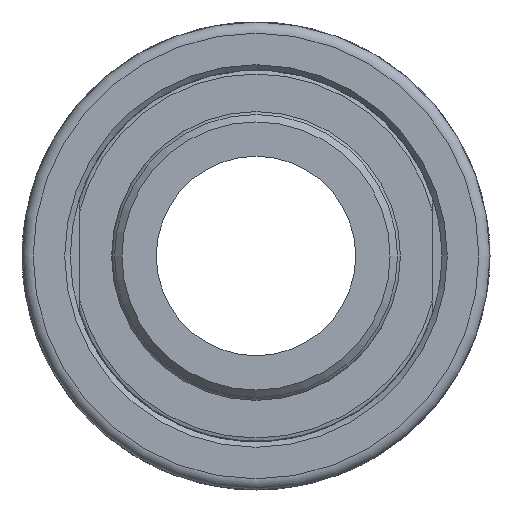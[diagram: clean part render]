
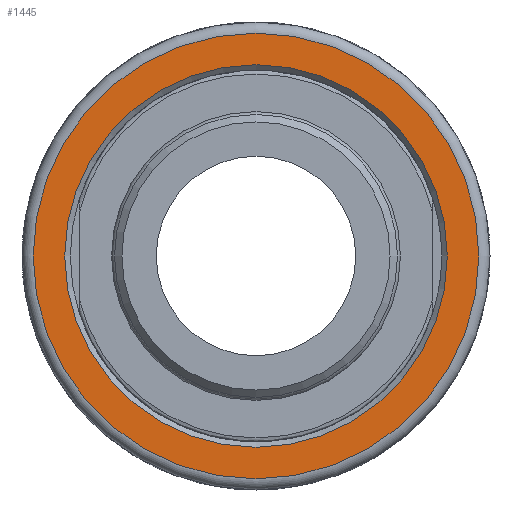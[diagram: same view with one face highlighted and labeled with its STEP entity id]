
A CAD part, left-side view. The second image highlights one B-rep face of the part: STEP entity #1445.
In plain terms, the highlighted planar face has unit normal (-1, 0, 0).
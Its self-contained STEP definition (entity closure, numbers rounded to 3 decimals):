
#57=FACE_BOUND('',#424,.T.);
#95=PLANE('',#1627);
#338=FACE_OUTER_BOUND('',#423,.T.);
#423=EDGE_LOOP('',(#1291,#1292));
#424=EDGE_LOOP('',(#1293,#1294));
#525=CIRCLE('',#1625,25.75);
#526=CIRCLE('',#1626,25.75);
#527=CIRCLE('',#1628,30.);
#528=CIRCLE('',#1629,30.);
#686=VERTEX_POINT('',#2686);
#687=VERTEX_POINT('',#2688);
#688=VERTEX_POINT('',#2692);
#689=VERTEX_POINT('',#2693);
#896=EDGE_CURVE('',#687,#686,#525,.T.);
#897=EDGE_CURVE('',#686,#687,#526,.T.);
#898=EDGE_CURVE('',#688,#689,#527,.T.);
#899=EDGE_CURVE('',#689,#688,#528,.T.);
#1291=ORIENTED_EDGE('',*,*,#898,.F.);
#1292=ORIENTED_EDGE('',*,*,#899,.F.);
#1293=ORIENTED_EDGE('',*,*,#896,.T.);
#1294=ORIENTED_EDGE('',*,*,#897,.T.);
#1445=ADVANCED_FACE('',(#338,#57),#95,.T.);
#1625=AXIS2_PLACEMENT_3D('',#2689,#2024,#2025);
#1626=AXIS2_PLACEMENT_3D('',#2690,#2026,#2027);
#1627=AXIS2_PLACEMENT_3D('',#2691,#2028,#2029);
#1628=AXIS2_PLACEMENT_3D('',#2694,#2030,#2031);
#1629=AXIS2_PLACEMENT_3D('',#2695,#2032,#2033);
#2024=DIRECTION('center_axis',(1.,0.,0.));
#2025=DIRECTION('ref_axis',(0.,0.,-1.));
#2026=DIRECTION('center_axis',(1.,0.,0.));
#2027=DIRECTION('ref_axis',(0.,0.,-1.));
#2028=DIRECTION('center_axis',(-1.,0.,0.));
#2029=DIRECTION('ref_axis',(0.,0.,1.));
#2030=DIRECTION('center_axis',(1.,0.,0.));
#2031=DIRECTION('ref_axis',(0.,0.,-1.));
#2032=DIRECTION('center_axis',(1.,0.,0.));
#2033=DIRECTION('ref_axis',(0.,0.,-1.));
#2686=CARTESIAN_POINT('',(34.5,-25.75,0.));
#2688=CARTESIAN_POINT('',(34.5,25.75,0.));
#2689=CARTESIAN_POINT('Origin',(34.5,0.,0.));
#2690=CARTESIAN_POINT('Origin',(34.5,0.,0.));
#2691=CARTESIAN_POINT('Origin',(34.5,30.,0.));
#2692=CARTESIAN_POINT('',(34.5,30.,0.));
#2693=CARTESIAN_POINT('',(34.5,0.,30.));
#2694=CARTESIAN_POINT('Origin',(34.5,0.,0.));
#2695=CARTESIAN_POINT('Origin',(34.5,0.,0.));
